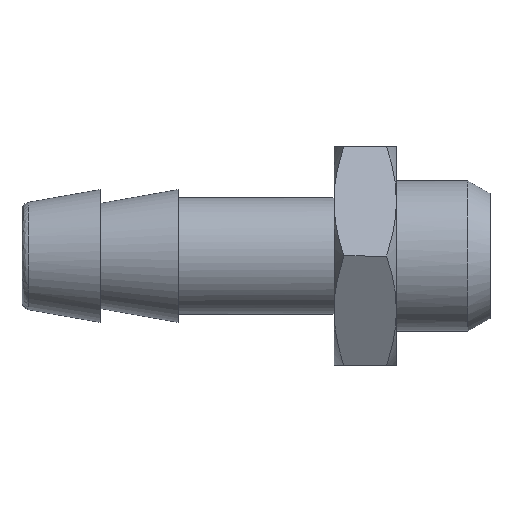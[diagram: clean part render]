
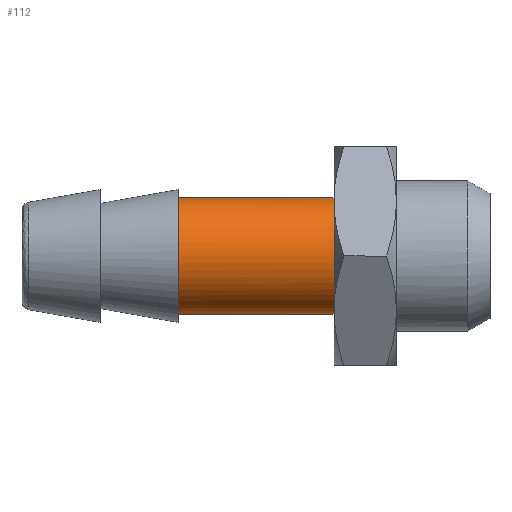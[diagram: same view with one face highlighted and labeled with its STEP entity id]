
A CAD part, left-side view. The second image highlights one B-rep face of the part: STEP entity #112.
In plain terms, the highlighted free-form (B-spline) face has degree [1, 3] with [2, 4] control points.
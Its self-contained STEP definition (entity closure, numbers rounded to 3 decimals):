
#6 = VERTEX_POINT ( 'NONE', #208 ) ;
#7 = CARTESIAN_POINT ( 'NONE',  ( -3.75, 10., -0.492 ) ) ;
#14 = CARTESIAN_POINT ( 'NONE',  ( -3.276, 10., 1.89 ) ) ;
#15 = CARTESIAN_POINT ( 'NONE',  ( -0.98, 10., 3.653 ) ) ;
#33 = CARTESIAN_POINT ( 'NONE',  ( 0., 10., 3.75 ) ) ;
#112 = ADVANCED_FACE ( 'NONE', ( #1516 ), #1446, .F. ) ;
#137 = CARTESIAN_POINT ( 'NONE',  ( -3., 20., 2.303 ) ) ;
#208 = CARTESIAN_POINT ( 'NONE',  ( 0., 20., 3.75 ) ) ;
#261 = ORIENTED_EDGE ( 'NONE', *, *, #1033, .F. ) ;
#280 = CARTESIAN_POINT ( 'NONE',  ( -3., 20., -2.303 ) ) ;
#330 = CARTESIAN_POINT ( 'NONE',  ( -2.303, 10., -3. ) ) ;
#332 = CARTESIAN_POINT ( 'NONE',  ( -3.75, 10., 0.492 ) ) ;
#402 = B_SPLINE_CURVE_WITH_KNOTS ( 'NONE', 3,
 ( #435, #1766, #15, #1497, #1206, #607, #14, #618, #332, #7, #1649, #1361, #1786, #330, #1804, #758, #1198, #475 ),
 .UNSPECIFIED., .F., .F.,
 ( 4, 2, 2, 2, 2, 2, 2, 2, 4 ),
 ( 0., 0.393, 0.785, 1.178, 1.571, 1.963, 2.356, 2.749, 3.142 ),
 .UNSPECIFIED. ) ;
#408 = CARTESIAN_POINT ( 'NONE',  ( -3.276, 20., 1.89 ) ) ;
#414 = CARTESIAN_POINT ( 'NONE',  ( -7.5, 20., 3.75 ) ) ;
#422 = CARTESIAN_POINT ( 'NONE',  ( -3.653, 20., 0.98 ) ) ;
#429 = CARTESIAN_POINT ( 'NONE',  ( -3.276, 20., -1.89 ) ) ;
#435 = CARTESIAN_POINT ( 'NONE',  ( 0., 10., 3.75 ) ) ;
#475 = CARTESIAN_POINT ( 'NONE',  ( 0., 10., -3.75 ) ) ;
#532 = B_SPLINE_CURVE_WITH_KNOTS ( 'NONE', 1,
 ( #1691, #33 ),
 .UNSPECIFIED., .F., .F.,
 ( 2, 2 ),
 ( -1., 0. ),
 .UNSPECIFIED. ) ;
#537 = CARTESIAN_POINT ( 'NONE',  ( 0., 10., -3.75 ) ) ;
#561 = CARTESIAN_POINT ( 'NONE',  ( 0., 10., -3.75 ) ) ;
#572 = CARTESIAN_POINT ( 'NONE',  ( -3.75, 20., 0.492 ) ) ;
#607 = CARTESIAN_POINT ( 'NONE',  ( -3., 10., 2.303 ) ) ;
#618 = CARTESIAN_POINT ( 'NONE',  ( -3.653, 10., 0.98 ) ) ;
#626 = VERTEX_POINT ( 'NONE', #1343 ) ;
#627 = EDGE_CURVE ( 'NONE', #731, #784, #845, .T. ) ;
#717 = CARTESIAN_POINT ( 'NONE',  ( -0.98, 20., 3.653 ) ) ;
#730 = CARTESIAN_POINT ( 'NONE',  ( 0., 20., 3.75 ) ) ;
#731 = VERTEX_POINT ( 'NONE', #537 ) ;
#758 = CARTESIAN_POINT ( 'NONE',  ( -0.98, 10., -3.653 ) ) ;
#761 = ORIENTED_EDGE ( 'NONE', *, *, #969, .F. ) ;
#772 = EDGE_CURVE ( 'NONE', #784, #6, #827, .T. ) ;
#784 = VERTEX_POINT ( 'NONE', #865 ) ;
#824 = CARTESIAN_POINT ( 'NONE',  ( -7.5, 20., -3.75 ) ) ;
#827 = B_SPLINE_CURVE_WITH_KNOTS ( 'NONE', 3,
 ( #1546, #966, #856, #1313, #1749, #280, #429, #1754, #1440, #572, #422, #408, #137, #1161, #1577, #717, #1878, #730 ),
 .UNSPECIFIED., .F., .F.,
 ( 4, 2, 2, 2, 2, 2, 2, 2, 4 ),
 ( 0., 0.393, 0.785, 1.178, 1.571, 1.963, 2.356, 2.749, 3.142 ),
 .UNSPECIFIED. ) ;
#845 = B_SPLINE_CURVE_WITH_KNOTS ( 'NONE', 1,
 ( #1330, #1788 ),
 .UNSPECIFIED., .F., .F.,
 ( 2, 2 ),
 ( -1., 0. ),
 .UNSPECIFIED. ) ;
#855 = CARTESIAN_POINT ( 'NONE',  ( -7.5, 10., -3.75 ) ) ;
#856 = CARTESIAN_POINT ( 'NONE',  ( -0.98, 20., -3.653 ) ) ;
#865 = CARTESIAN_POINT ( 'NONE',  ( 0., 20., -3.75 ) ) ;
#966 = CARTESIAN_POINT ( 'NONE',  ( -0.492, 20., -3.75 ) ) ;
#969 = EDGE_CURVE ( 'NONE', #626, #731, #402, .T. ) ;
#1033 = EDGE_CURVE ( 'NONE', #6, #626, #532, .T. ) ;
#1114 = CARTESIAN_POINT ( 'NONE',  ( -7.5, 10., 3.75 ) ) ;
#1130 = CARTESIAN_POINT ( 'NONE',  ( 0., 20., -3.75 ) ) ;
#1141 = CARTESIAN_POINT ( 'NONE',  ( 0., 20., 3.75 ) ) ;
#1161 = CARTESIAN_POINT ( 'NONE',  ( -2.303, 20., 3. ) ) ;
#1198 = CARTESIAN_POINT ( 'NONE',  ( -0.492, 10., -3.75 ) ) ;
#1206 = CARTESIAN_POINT ( 'NONE',  ( -2.303, 10., 3. ) ) ;
#1313 = CARTESIAN_POINT ( 'NONE',  ( -1.89, 20., -3.276 ) ) ;
#1325 = ORIENTED_EDGE ( 'NONE', *, *, #627, .F. ) ;
#1330 = CARTESIAN_POINT ( 'NONE',  ( 0., 10., -3.75 ) ) ;
#1343 = CARTESIAN_POINT ( 'NONE',  ( 0., 10., 3.75 ) ) ;
#1361 = CARTESIAN_POINT ( 'NONE',  ( -3.276, 10., -1.89 ) ) ;
#1440 = CARTESIAN_POINT ( 'NONE',  ( -3.75, 20., -0.492 ) ) ;
#1446 =( BOUNDED_SURFACE ( )  B_SPLINE_SURFACE ( 1, 3, ( 
 ( #1141, #414, #824, #1130 ),
 ( #1450, #1114, #855, #561 ) ),
 .UNSPECIFIED., .F., .F., .F. ) 
 B_SPLINE_SURFACE_WITH_KNOTS ( ( 2, 2 ),
 ( 4, 4 ),
 ( 0., 1. ),
 ( 0., 1. ),
 .UNSPECIFIED. ) 
 GEOMETRIC_REPRESENTATION_ITEM ( )  RATIONAL_B_SPLINE_SURFACE ( (
 ( 1., 0.333, 0.333, 1.),
 ( 1., 0.333, 0.333, 1.) ) ) 
 REPRESENTATION_ITEM ( '' )  SURFACE ( )  );
#1450 = CARTESIAN_POINT ( 'NONE',  ( 0., 10., 3.75 ) ) ;
#1497 = CARTESIAN_POINT ( 'NONE',  ( -1.89, 10., 3.276 ) ) ;
#1516 = FACE_OUTER_BOUND ( 'NONE', #1867, .T. ) ;
#1546 = CARTESIAN_POINT ( 'NONE',  ( 0., 20., -3.75 ) ) ;
#1577 = CARTESIAN_POINT ( 'NONE',  ( -1.89, 20., 3.276 ) ) ;
#1649 = CARTESIAN_POINT ( 'NONE',  ( -3.653, 10., -0.98 ) ) ;
#1691 = CARTESIAN_POINT ( 'NONE',  ( 0., 20., 3.75 ) ) ;
#1749 = CARTESIAN_POINT ( 'NONE',  ( -2.303, 20., -3. ) ) ;
#1754 = CARTESIAN_POINT ( 'NONE',  ( -3.653, 20., -0.98 ) ) ;
#1766 = CARTESIAN_POINT ( 'NONE',  ( -0.492, 10., 3.75 ) ) ;
#1786 = CARTESIAN_POINT ( 'NONE',  ( -3., 10., -2.303 ) ) ;
#1788 = CARTESIAN_POINT ( 'NONE',  ( 0., 20., -3.75 ) ) ;
#1804 = CARTESIAN_POINT ( 'NONE',  ( -1.89, 10., -3.276 ) ) ;
#1867 = EDGE_LOOP ( 'NONE', ( #1893, #1325, #761, #261 ) ) ;
#1878 = CARTESIAN_POINT ( 'NONE',  ( -0.492, 20., 3.75 ) ) ;
#1893 = ORIENTED_EDGE ( 'NONE', *, *, #772, .F. ) ;
